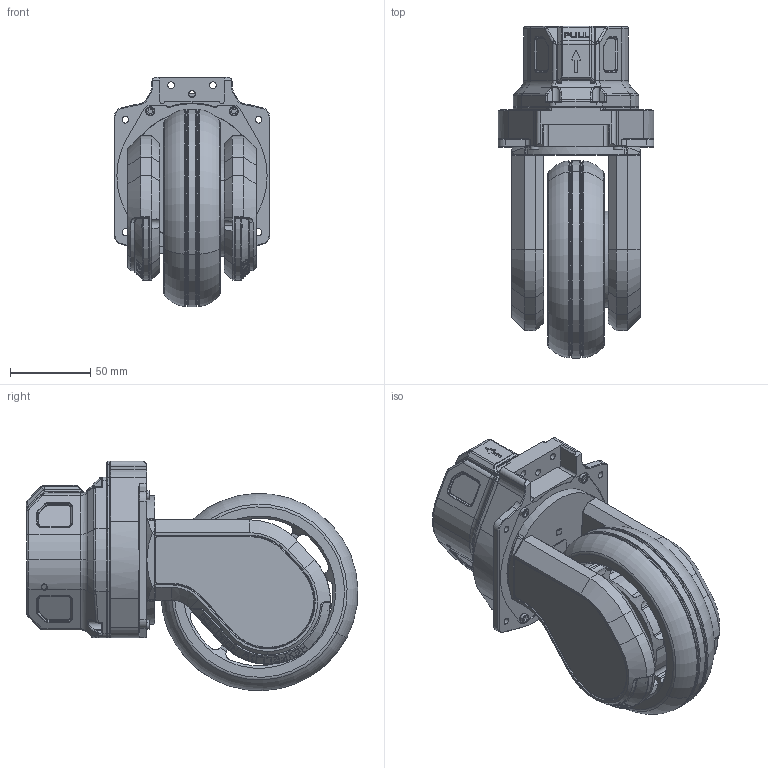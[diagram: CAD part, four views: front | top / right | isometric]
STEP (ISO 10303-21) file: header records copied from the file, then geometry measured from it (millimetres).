
FILE_DESCRIPTION (( 'STEP AP203' ), '1' );
FILE_NAME ('PCW-25.STEP', '2025-12-17T04:11:42', ( '' ), ( '' ), 'SwSTEP 2.0', 'SolidWorks 2024', '' );
FILE_SCHEMA (( 'CONFIG_CONTROL_DESIGN' ));
Products named in the file (1): 舵轮v2华翼版
Bounding box: 97 x 206.73 x 142.96 mm (x, y, z)
Volume: 989051.5 mm3; surface area: 163740.7 mm2
Topology: 1 solids, 12 shells, 2611 faces, 6707 edges, 4192 vertices
Faces by surface type: plane 1206, cylinder 713, bspline 252, cone 219, torus 213, sphere 8
Entity records: 88368 total; most frequent: CARTESIAN_POINT 27558, ORIENTED_EDGE 13360, DIRECTION 11812, EDGE_CURVE 6680, AXIS2_PLACEMENT_3D 4205, VERTEX_POINT 4192, LINE 3402, VECTOR 3402
